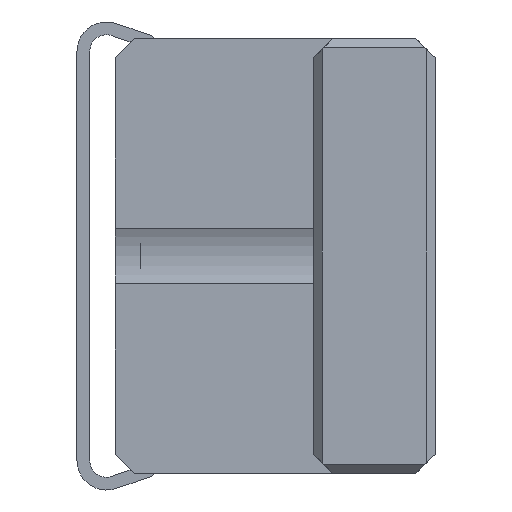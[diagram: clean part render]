
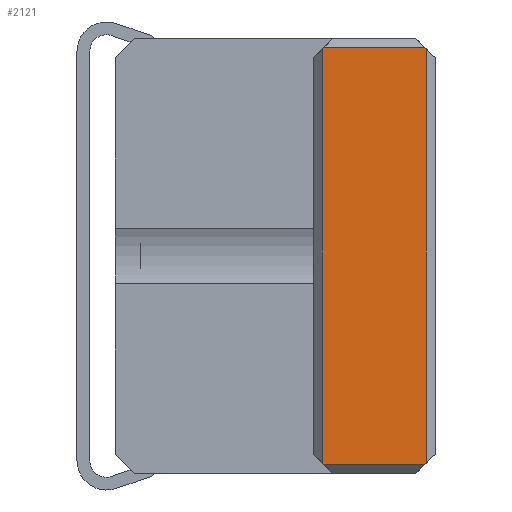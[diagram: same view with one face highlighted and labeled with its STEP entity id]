
A CAD part, left-side view. The second image highlights one B-rep face of the part: STEP entity #2121.
In plain terms, the highlighted planar face has unit normal (-1, 0, 0).
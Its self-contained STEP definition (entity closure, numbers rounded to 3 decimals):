
#66 = ORIENTED_EDGE ( 'NONE', *, *, #1031, .F. ) ;
#200 = CARTESIAN_POINT ( 'NONE',  ( 0., 0.7, -16.2 ) ) ;
#281 = CARTESIAN_POINT ( 'NONE',  ( 0., 8.75, 16.25 ) ) ;
#301 = EDGE_CURVE ( 'NONE', #2057, #4095, #4988, .T. ) ;
#394 = EDGE_CURVE ( 'NONE', #2200, #2441, #2692, .T. ) ;
#416 = LINE ( 'NONE', #3591, #2738 ) ;
#431 = PLANE ( 'NONE',  #2179 ) ;
#457 = VECTOR ( 'NONE', #1153, 1000. ) ;
#480 = DIRECTION ( 'NONE',  ( 1., 0., 0. ) ) ;
#483 = EDGE_CURVE ( 'NONE', #2200, #1113, #4197, .T. ) ;
#743 = ORIENTED_EDGE ( 'NONE', *, *, #301, .T. ) ;
#752 = DIRECTION ( 'NONE',  ( 0., 0.707, 0.707 ) ) ;
#761 = VECTOR ( 'NONE', #1391, 1000. ) ;
#881 = VERTEX_POINT ( 'NONE', #4113 ) ;
#993 = CARTESIAN_POINT ( 'NONE',  ( 0., 4.75, -16.3 ) ) ;
#1031 = EDGE_CURVE ( 'NONE', #881, #1822, #1868, .T. ) ;
#1041 = CARTESIAN_POINT ( 'NONE',  ( 0., 4.75, 16.3 ) ) ;
#1113 = VERTEX_POINT ( 'NONE', #3426 ) ;
#1115 = DIRECTION ( 'NONE',  ( 0., -1., 0. ) ) ;
#1153 = DIRECTION ( 'NONE',  ( 0., -0.707, 0.707 ) ) ;
#1248 = CARTESIAN_POINT ( 'NONE',  ( 0., 8.8, 0. ) ) ;
#1313 = FACE_OUTER_BOUND ( 'NONE', #1937, .T. ) ;
#1391 = DIRECTION ( 'NONE',  ( 0., 0.707, 0.707 ) ) ;
#1423 = CARTESIAN_POINT ( 'NONE',  ( 0., 0.8, 16.3 ) ) ;
#1465 = CARTESIAN_POINT ( 'NONE',  ( 0., 8.8, -16.2 ) ) ;
#1547 = LINE ( 'NONE', #3160, #457 ) ;
#1618 = ORIENTED_EDGE ( 'NONE', *, *, #394, .F. ) ;
#1697 = VECTOR ( 'NONE', #2638, 1000. ) ;
#1815 = VECTOR ( 'NONE', #2353, 1000. ) ;
#1822 = VERTEX_POINT ( 'NONE', #200 ) ;
#1868 = LINE ( 'NONE', #4581, #4395 ) ;
#1937 = EDGE_LOOP ( 'NONE', ( #5086, #743, #2078, #66, #3237, #1618, #3503, #2701 ) ) ;
#2031 = EDGE_CURVE ( 'NONE', #4095, #1822, #1547, .T. ) ;
#2054 = CARTESIAN_POINT ( 'NONE',  ( 0., 8.8, 16.3 ) ) ;
#2057 = VERTEX_POINT ( 'NONE', #3482 ) ;
#2078 = ORIENTED_EDGE ( 'NONE', *, *, #2031, .T. ) ;
#2121 = ADVANCED_FACE ( 'NONE', ( #1313 ), #431, .F. ) ;
#2179 = AXIS2_PLACEMENT_3D ( 'NONE', #2054, #480, #3608 ) ;
#2200 = VERTEX_POINT ( 'NONE', #3657 ) ;
#2353 = DIRECTION ( 'NONE',  ( 0., 0., -1. ) ) ;
#2367 = EDGE_CURVE ( 'NONE', #2057, #4966, #2975, .T. ) ;
#2441 = VERTEX_POINT ( 'NONE', #1423 ) ;
#2638 = DIRECTION ( 'NONE',  ( 0., -1., 0. ) ) ;
#2692 = LINE ( 'NONE', #1041, #1697 ) ;
#2701 = ORIENTED_EDGE ( 'NONE', *, *, #3632, .T. ) ;
#2738 = VECTOR ( 'NONE', #752, 1000. ) ;
#2975 = LINE ( 'NONE', #4235, #761 ) ;
#3160 = CARTESIAN_POINT ( 'NONE',  ( 0., 0.75, -16.25 ) ) ;
#3218 = VECTOR ( 'NONE', #3801, 1000. ) ;
#3237 = ORIENTED_EDGE ( 'NONE', *, *, #3767, .T. ) ;
#3410 = CARTESIAN_POINT ( 'NONE',  ( 0., 0.8, -16.3 ) ) ;
#3426 = CARTESIAN_POINT ( 'NONE',  ( 0., 8.8, 16.2 ) ) ;
#3482 = CARTESIAN_POINT ( 'NONE',  ( 0., 8.7, -16.3 ) ) ;
#3503 = ORIENTED_EDGE ( 'NONE', *, *, #483, .T. ) ;
#3591 = CARTESIAN_POINT ( 'NONE',  ( 0., 0.75, 16.25 ) ) ;
#3608 = DIRECTION ( 'NONE',  ( 0., -1., 0. ) ) ;
#3632 = EDGE_CURVE ( 'NONE', #1113, #4966, #5169, .T. ) ;
#3657 = CARTESIAN_POINT ( 'NONE',  ( 0., 8.7, 16.3 ) ) ;
#3767 = EDGE_CURVE ( 'NONE', #881, #2441, #416, .T. ) ;
#3801 = DIRECTION ( 'NONE',  ( 0., 0.707, -0.707 ) ) ;
#3876 = DIRECTION ( 'NONE',  ( 0., 0., -1. ) ) ;
#4095 = VERTEX_POINT ( 'NONE', #3410 ) ;
#4113 = CARTESIAN_POINT ( 'NONE',  ( 0., 0.7, 16.2 ) ) ;
#4197 = LINE ( 'NONE', #281, #3218 ) ;
#4235 = CARTESIAN_POINT ( 'NONE',  ( 0., 9.5, -15.5 ) ) ;
#4308 = VECTOR ( 'NONE', #1115, 1000. ) ;
#4395 = VECTOR ( 'NONE', #3876, 1000. ) ;
#4581 = CARTESIAN_POINT ( 'NONE',  ( 0., 0.7, 0. ) ) ;
#4966 = VERTEX_POINT ( 'NONE', #1465 ) ;
#4988 = LINE ( 'NONE', #993, #4308 ) ;
#5086 = ORIENTED_EDGE ( 'NONE', *, *, #2367, .F. ) ;
#5169 = LINE ( 'NONE', #1248, #1815 ) ;
